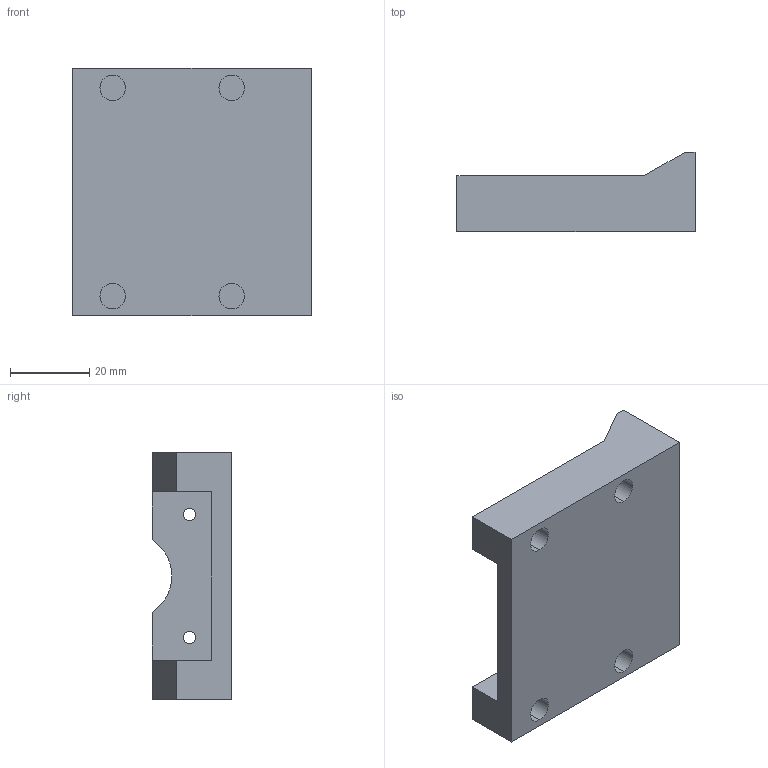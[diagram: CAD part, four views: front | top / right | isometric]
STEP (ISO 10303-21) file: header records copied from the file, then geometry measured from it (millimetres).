
FILE_DESCRIPTION (( 'STEP AP203' ), '1' );
FILE_NAME ('Motor base.STEP', '2025-12-15T04:06:44', ( '' ), ( '' ), 'SwSTEP 2.0', 'SolidWorks 2023', '' );
FILE_SCHEMA (( 'CONFIG_CONTROL_DESIGN' ));
Length unit declared in the file: millimetre
Products named in the file (1): Motor base
Bounding box: 60 x 20 x 62.5 mm (x, y, z)
Volume: 30392 mm3; surface area: 13607.3 mm2
Topology: 1 solids, 1 shells, 32 faces, 76 edges, 50 vertices
Faces by surface type: plane 19, cylinder 13
Entity records: 1013 total; most frequent: DIRECTION 168, CARTESIAN_POINT 159, ORIENTED_EDGE 152, EDGE_CURVE 76, AXIS2_PLACEMENT_3D 59, LINE 50, VECTOR 50, VERTEX_POINT 50
